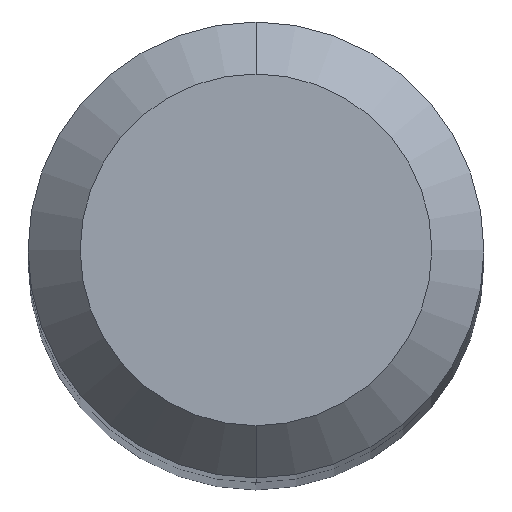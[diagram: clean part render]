
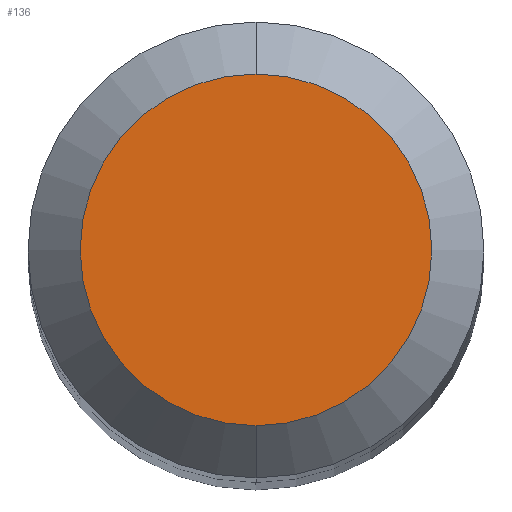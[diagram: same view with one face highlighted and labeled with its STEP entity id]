
A CAD part, top view. The second image highlights one B-rep face of the part: STEP entity #136.
In plain terms, the highlighted planar face has unit normal (0, 0, 1).
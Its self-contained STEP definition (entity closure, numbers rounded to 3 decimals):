
#3 = FACE_OUTER_BOUND ( 'NONE', #192, .T. ) ;
#11 = CARTESIAN_POINT ( 'NONE',  ( 0., 0., 109. ) ) ;
#13 = DIRECTION ( 'NONE',  ( 0., 1., 0. ) ) ;
#38 = ORIENTED_EDGE ( 'NONE', *, *, #178, .F. ) ;
#39 = CIRCLE ( 'NONE', #168, 2.7 ) ;
#64 = DIRECTION ( 'NONE',  ( 0., 1., 0. ) ) ;
#66 = ORIENTED_EDGE ( 'NONE', *, *, #69, .F. ) ;
#69 = EDGE_CURVE ( 'NONE', #222, #249, #267, .T. ) ;
#80 = DIRECTION ( 'NONE',  ( 0., 1., 0. ) ) ;
#105 = CARTESIAN_POINT ( 'NONE',  ( 0., 0., 109. ) ) ;
#136 = ADVANCED_FACE ( 'NONE', ( #3 ), #318, .F. ) ;
#140 = CARTESIAN_POINT ( 'NONE',  ( 0., 2.7, 109. ) ) ;
#168 = AXIS2_PLACEMENT_3D ( 'NONE', #305, #174, #64 ) ;
#169 = CARTESIAN_POINT ( 'NONE',  ( 0., -2.7, 109. ) ) ;
#174 = DIRECTION ( 'NONE',  ( 0., 0., -1. ) ) ;
#178 = EDGE_CURVE ( 'NONE', #249, #222, #39, .T. ) ;
#192 = EDGE_LOOP ( 'NONE', ( #38, #66 ) ) ;
#222 = VERTEX_POINT ( 'NONE', #169 ) ;
#243 = DIRECTION ( 'NONE',  ( 0., 0., -1. ) ) ;
#249 = VERTEX_POINT ( 'NONE', #140 ) ;
#265 = AXIS2_PLACEMENT_3D ( 'NONE', #105, #319, #80 ) ;
#267 = CIRCLE ( 'NONE', #291, 2.7 ) ;
#291 = AXIS2_PLACEMENT_3D ( 'NONE', #11, #243, #13 ) ;
#305 = CARTESIAN_POINT ( 'NONE',  ( 0., 0., 109. ) ) ;
#318 = PLANE ( 'NONE',  #265 ) ;
#319 = DIRECTION ( 'NONE',  ( 0., 0., -1. ) ) ;
